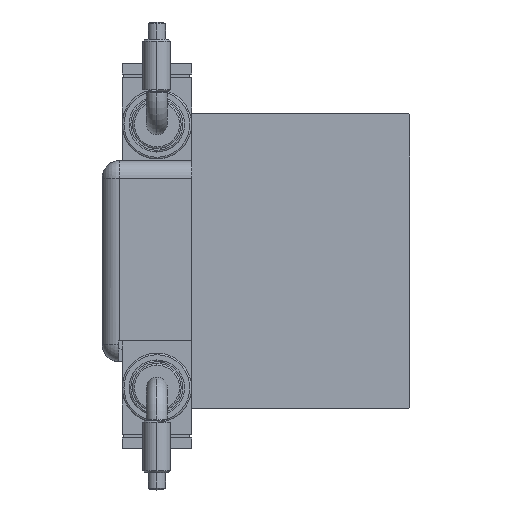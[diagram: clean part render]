
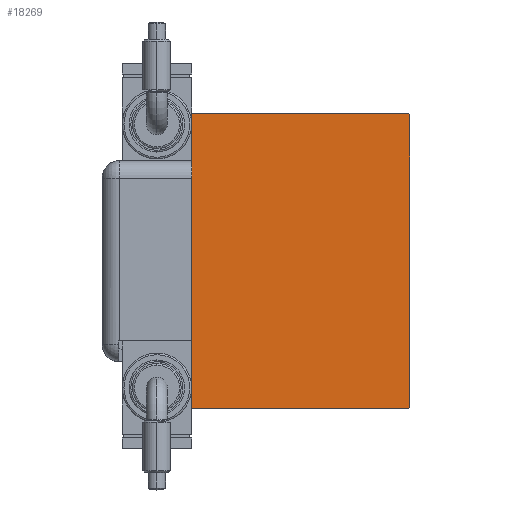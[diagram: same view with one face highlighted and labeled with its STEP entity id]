
A CAD part, left-side view. The second image highlights one B-rep face of the part: STEP entity #18269.
In plain terms, the highlighted face is planar.
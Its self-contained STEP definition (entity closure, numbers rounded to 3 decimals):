
#855 = DIRECTION ( 'NONE',  ( 0., 0.707, 0.707 ) ) ;
#1867 = ORIENTED_EDGE ( 'NONE', *, *, #33553, .T. ) ;
#1993 = VECTOR ( 'NONE', #49047, 1000. ) ;
#2159 = CARTESIAN_POINT ( 'NONE',  ( 263., -31.5, 42.5 ) ) ;
#2368 = CARTESIAN_POINT ( 'NONE',  ( 263., 31.2, 42.5 ) ) ;
#2791 = FACE_OUTER_BOUND ( 'NONE', #34137, .T. ) ;
#2889 = CARTESIAN_POINT ( 'NONE',  ( 263., -36.85, -36.85 ) ) ;
#3611 = VERTEX_POINT ( 'NONE', #30504 ) ;
#3623 = VECTOR ( 'NONE', #11466, 1000. ) ;
#3718 = LINE ( 'NONE', #13582, #31139 ) ;
#4506 = VECTOR ( 'NONE', #34332, 1000. ) ;
#5313 = ORIENTED_EDGE ( 'NONE', *, *, #29399, .T. ) ;
#9506 = VERTEX_POINT ( 'NONE', #27430 ) ;
#10817 = VECTOR ( 'NONE', #42443, 1000. ) ;
#11466 = DIRECTION ( 'NONE',  ( 0., 0., 1. ) ) ;
#12805 = EDGE_CURVE ( 'NONE', #55622, #3611, #48741, .T. ) ;
#13582 = CARTESIAN_POINT ( 'NONE',  ( 263., -36.85, 36.85 ) ) ;
#15533 = CARTESIAN_POINT ( 'NONE',  ( 263., 36.85, 36.85 ) ) ;
#18095 = EDGE_CURVE ( 'NONE', #9506, #59644, #35475, .T. ) ;
#18269 = ADVANCED_FACE ( 'NONE', ( #2791 ), #32056, .T. ) ;
#21092 = LINE ( 'NONE', #2889, #30914 ) ;
#21470 = VERTEX_POINT ( 'NONE', #33100 ) ;
#23637 = CARTESIAN_POINT ( 'NONE',  ( 263., -31.5, -42.5 ) ) ;
#24449 = CARTESIAN_POINT ( 'NONE',  ( 263., 31.5, -42.5 ) ) ;
#24839 = LINE ( 'NONE', #23637, #10817 ) ;
#27133 = DIRECTION ( 'NONE',  ( 1., 0., 0. ) ) ;
#27430 = CARTESIAN_POINT ( 'NONE',  ( 263., -31.5, 42.2 ) ) ;
#28019 = LINE ( 'NONE', #60686, #53707 ) ;
#28246 = CARTESIAN_POINT ( 'NONE',  ( 263., -31.2, -42.5 ) ) ;
#29399 = EDGE_CURVE ( 'NONE', #59644, #54965, #21092, .T. ) ;
#29569 = ORIENTED_EDGE ( 'NONE', *, *, #44811, .T. ) ;
#29957 = LINE ( 'NONE', #24449, #3623 ) ;
#30504 = CARTESIAN_POINT ( 'NONE',  ( 263., -31.2, 42.5 ) ) ;
#30914 = VECTOR ( 'NONE', #39579, 1000. ) ;
#31139 = VECTOR ( 'NONE', #51185, 1000. ) ;
#32056 = PLANE ( 'NONE',  #34397 ) ;
#33100 = CARTESIAN_POINT ( 'NONE',  ( 263., 31.5, 42.2 ) ) ;
#33374 = ORIENTED_EDGE ( 'NONE', *, *, #18095, .T. ) ;
#33553 = EDGE_CURVE ( 'NONE', #60145, #38375, #28019, .T. ) ;
#34137 = EDGE_LOOP ( 'NONE', ( #29569, #1867, #35606, #55782, #36725, #43494, #33374, #5313 ) ) ;
#34332 = DIRECTION ( 'NONE',  ( 0., -0.707, 0.707 ) ) ;
#34397 = AXIS2_PLACEMENT_3D ( 'NONE', #59812, #27133, #50853 ) ;
#34926 = LINE ( 'NONE', #15533, #4506 ) ;
#35475 = LINE ( 'NONE', #2159, #1993 ) ;
#35606 = ORIENTED_EDGE ( 'NONE', *, *, #60572, .T. ) ;
#36725 = ORIENTED_EDGE ( 'NONE', *, *, #12805, .T. ) ;
#38375 = VERTEX_POINT ( 'NONE', #40495 ) ;
#39579 = DIRECTION ( 'NONE',  ( 0., 0.707, -0.707 ) ) ;
#40495 = CARTESIAN_POINT ( 'NONE',  ( 263., 31.5, -42.2 ) ) ;
#42443 = DIRECTION ( 'NONE',  ( 0., 1., 0. ) ) ;
#43494 = ORIENTED_EDGE ( 'NONE', *, *, #54632, .T. ) ;
#44811 = EDGE_CURVE ( 'NONE', #54965, #60145, #24839, .T. ) ;
#46421 = CARTESIAN_POINT ( 'NONE',  ( 263., -31.5, -42.2 ) ) ;
#48741 = LINE ( 'NONE', #58907, #50921 ) ;
#49047 = DIRECTION ( 'NONE',  ( 0., 0., -1. ) ) ;
#50853 = DIRECTION ( 'NONE',  ( 0., 0., -1. ) ) ;
#50921 = VECTOR ( 'NONE', #57988, 1000. ) ;
#51185 = DIRECTION ( 'NONE',  ( 0., -0.707, -0.707 ) ) ;
#53707 = VECTOR ( 'NONE', #855, 1000. ) ;
#54632 = EDGE_CURVE ( 'NONE', #3611, #9506, #3718, .T. ) ;
#54737 = CARTESIAN_POINT ( 'NONE',  ( 263., 31.2, -42.5 ) ) ;
#54965 = VERTEX_POINT ( 'NONE', #28246 ) ;
#55622 = VERTEX_POINT ( 'NONE', #2368 ) ;
#55782 = ORIENTED_EDGE ( 'NONE', *, *, #57695, .T. ) ;
#57695 = EDGE_CURVE ( 'NONE', #21470, #55622, #34926, .T. ) ;
#57988 = DIRECTION ( 'NONE',  ( 0., -1., 0. ) ) ;
#58907 = CARTESIAN_POINT ( 'NONE',  ( 263., 31.5, 42.5 ) ) ;
#59644 = VERTEX_POINT ( 'NONE', #46421 ) ;
#59812 = CARTESIAN_POINT ( 'NONE',  ( 263., 0., 0. ) ) ;
#60145 = VERTEX_POINT ( 'NONE', #54737 ) ;
#60572 = EDGE_CURVE ( 'NONE', #38375, #21470, #29957, .T. ) ;
#60686 = CARTESIAN_POINT ( 'NONE',  ( 263., 36.85, -36.85 ) ) ;
